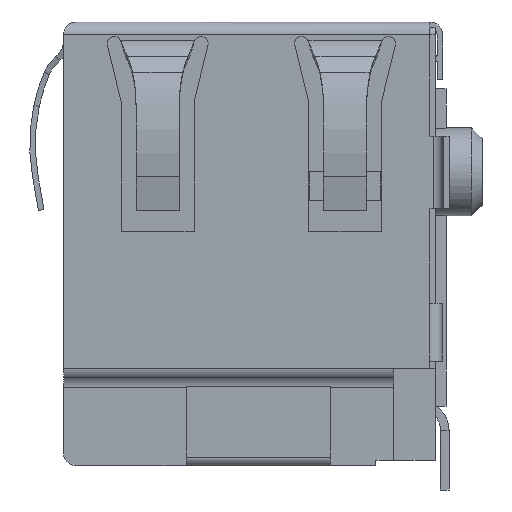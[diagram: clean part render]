
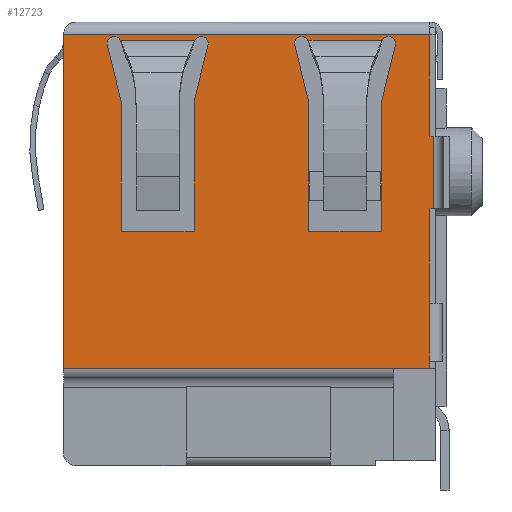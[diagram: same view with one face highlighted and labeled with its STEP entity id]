
A CAD part, left-side view. The second image highlights one B-rep face of the part: STEP entity #12723.
In plain terms, the highlighted planar face has unit normal (-1, 0, 0).
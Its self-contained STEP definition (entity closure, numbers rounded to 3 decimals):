
#76=DIRECTION('',(0.,0.,1.));
#77=VECTOR('',#76,11.74);
#78=CARTESIAN_POINT('',(-8.13,6.735,-12.19));
#79=LINE('',#78,#77);
#2689=CARTESIAN_POINT('',(-8.13,-1.874,-0.64));
#2726=CARTESIAN_POINT('',(-8.13,-4.486,-0.64));
#2763=CARTESIAN_POINT('',(-8.13,-1.655,-0.76));
#2764=DIRECTION('',(-1.,0.,0.));
#2765=DIRECTION('',(0.,-0.877,0.48));
#2766=AXIS2_PLACEMENT_3D('',#2763,#2764,#2765);
#2768=DIRECTION('',(0.,-0.237,-0.972));
#2769=VECTOR('',#2768,2.039);
#2770=CARTESIAN_POINT('',(-8.13,-1.412,-0.819));
#2771=LINE('',#2770,#2769);
#2772=DIRECTION('',(0.,0.,-1.));
#2773=VECTOR('',#2772,4.57);
#2774=CARTESIAN_POINT('',(-8.13,-1.895,-2.8));
#2775=LINE('',#2774,#2773);
#2776=DIRECTION('',(0.,-1.,0.));
#2777=VECTOR('',#2776,2.57);
#2778=CARTESIAN_POINT('',(-8.13,-1.895,-7.37));
#2779=LINE('',#2778,#2777);
#2780=DIRECTION('',(0.,0.,1.));
#2781=VECTOR('',#2780,4.57);
#2782=CARTESIAN_POINT('',(-8.13,-4.465,-7.37));
#2783=LINE('',#2782,#2781);
#2784=DIRECTION('',(0.,-0.237,0.972));
#2785=VECTOR('',#2784,2.039);
#2786=CARTESIAN_POINT('',(-8.13,-4.465,-2.8));
#2787=LINE('',#2786,#2785);
#2788=CARTESIAN_POINT('',(-8.13,-4.705,-0.76));
#2789=DIRECTION('',(-1.,0.,0.));
#2790=DIRECTION('',(0.,-0.972,-0.237));
#2791=AXIS2_PLACEMENT_3D('',#2788,#2789,#2790);
#2793=DIRECTION('',(0.,1.,0.));
#2794=VECTOR('',#2793,2.611);
#2795=CARTESIAN_POINT('',(-8.13,-4.486,-0.64));
#2796=LINE('',#2795,#2794);
#2797=CARTESIAN_POINT('',(-8.13,4.945,-0.76));
#2798=DIRECTION('',(-1.,0.,0.));
#2799=DIRECTION('',(0.,-0.877,0.48));
#2800=AXIS2_PLACEMENT_3D('',#2797,#2798,#2799);
#2802=DIRECTION('',(0.,-0.237,-0.972));
#2803=VECTOR('',#2802,2.039);
#2804=CARTESIAN_POINT('',(-8.13,5.188,-0.819));
#2805=LINE('',#2804,#2803);
#2806=DIRECTION('',(0.,0.,-1.));
#2807=VECTOR('',#2806,4.57);
#2808=CARTESIAN_POINT('',(-8.13,4.705,-2.8));
#2809=LINE('',#2808,#2807);
#2810=DIRECTION('',(0.,-1.,0.));
#2811=VECTOR('',#2810,2.57);
#2812=CARTESIAN_POINT('',(-8.13,4.705,-7.37));
#2813=LINE('',#2812,#2811);
#2814=DIRECTION('',(0.,0.,1.));
#2815=VECTOR('',#2814,4.57);
#2816=CARTESIAN_POINT('',(-8.13,2.135,-7.37));
#2817=LINE('',#2816,#2815);
#2818=DIRECTION('',(0.,-0.237,0.972));
#2819=VECTOR('',#2818,2.039);
#2820=CARTESIAN_POINT('',(-8.13,2.135,-2.8));
#2821=LINE('',#2820,#2819);
#2822=CARTESIAN_POINT('',(-8.13,1.895,-0.76));
#2823=DIRECTION('',(-1.,0.,0.));
#2824=DIRECTION('',(0.,-0.972,-0.237));
#2825=AXIS2_PLACEMENT_3D('',#2822,#2823,#2824);
#2827=DIRECTION('',(0.,1.,0.));
#2828=VECTOR('',#2827,2.611);
#2829=CARTESIAN_POINT('',(-8.13,2.114,-0.64));
#2830=LINE('',#2829,#2828);
#2831=DIRECTION('',(0.,0.,1.));
#2832=VECTOR('',#2831,0.25);
#2833=CARTESIAN_POINT('',(-8.13,-6.165,-12.19));
#2834=LINE('',#2833,#2832);
#2835=DIRECTION('',(0.,1.,0.));
#2836=VECTOR('',#2835,1.27);
#2837=CARTESIAN_POINT('',(-8.13,-6.165,-12.19));
#2838=LINE('',#2837,#2836);
#2839=DIRECTION('',(0.,-1.,0.));
#2840=VECTOR('',#2839,11.63);
#2841=CARTESIAN_POINT('',(-8.13,6.735,-12.19));
#2842=LINE('',#2841,#2840);
#2843=DIRECTION('',(0.,0.,1.));
#2844=VECTOR('',#2843,3.575);
#2845=CARTESIAN_POINT('',(-8.13,-6.165,-4.025));
#2846=LINE('',#2845,#2844);
#2847=DIRECTION('',(0.,0.,1.));
#2848=VECTOR('',#2847,3.345);
#2849=CARTESIAN_POINT('',(-8.13,-6.165,-9.91));
#2850=LINE('',#2849,#2848);
#2851=DIRECTION('',(0.,0.,1.));
#2852=VECTOR('',#2851,2.03);
#2853=CARTESIAN_POINT('',(-8.13,-6.165,-11.94));
#2854=LINE('',#2853,#2852);
#3220=CARTESIAN_POINT('',(-8.13,4.726,-0.64));
#3257=CARTESIAN_POINT('',(-8.13,2.114,-0.64));
#4333=DIRECTION('',(0.,-1.,0.));
#4334=VECTOR('',#4333,12.9);
#4335=CARTESIAN_POINT('',(-8.13,6.735,-0.45));
#4336=LINE('',#4335,#4334);
#4453=DIRECTION('',(0.,-1.,0.));
#4454=VECTOR('',#4453,0.13);
#4455=CARTESIAN_POINT('',(-8.13,-6.165,-4.025));
#4456=LINE('',#4455,#4454);
#4495=DIRECTION('',(0.,-1.,0.));
#4496=VECTOR('',#4495,0.13);
#4497=CARTESIAN_POINT('',(-8.13,-6.165,-6.565));
#4498=LINE('',#4497,#4496);
#4557=DIRECTION('',(0.,0.,1.));
#4558=VECTOR('',#4557,2.54);
#4559=CARTESIAN_POINT('',(-8.13,-6.295,-6.565));
#4560=LINE('',#4559,#4558);
#8202=CARTESIAN_POINT('',(-8.13,6.735,-12.19));
#8203=VERTEX_POINT('',#8202);
#8310=CARTESIAN_POINT('',(-8.13,-4.465,-7.37));
#8311=VERTEX_POINT('',#8310);
#8312=CARTESIAN_POINT('',(-8.13,-4.465,-2.8));
#8313=VERTEX_POINT('',#8312);
#8314=CARTESIAN_POINT('',(-8.13,-4.948,-0.819));
#8315=VERTEX_POINT('',#8314);
#8316=CARTESIAN_POINT('',(-8.13,-1.412,-0.819));
#8317=VERTEX_POINT('',#8316);
#8318=CARTESIAN_POINT('',(-8.13,-1.895,-2.8));
#8319=VERTEX_POINT('',#8318);
#8320=CARTESIAN_POINT('',(-8.13,-1.895,-7.37));
#8321=VERTEX_POINT('',#8320);
#8489=VERTEX_POINT('',#2689);
#8492=VERTEX_POINT('',#2726);
#8530=VERTEX_POINT('',#3220);
#8533=VERTEX_POINT('',#3257);
#8629=CARTESIAN_POINT('',(-8.13,-4.895,-12.19));
#8631=VERTEX_POINT('',#8629);
#8724=CARTESIAN_POINT('',(-8.13,-6.295,-6.565));
#8725=VERTEX_POINT('',#8724);
#8726=CARTESIAN_POINT('',(-8.13,-6.295,-4.025));
#8727=VERTEX_POINT('',#8726);
#8734=CARTESIAN_POINT('',(-8.13,-6.165,-6.565));
#8735=VERTEX_POINT('',#8734);
#8742=CARTESIAN_POINT('',(-8.13,-6.165,-4.025));
#8743=VERTEX_POINT('',#8742);
#9018=CARTESIAN_POINT('',(-8.13,-6.165,-9.91));
#9019=VERTEX_POINT('',#9018);
#9032=CARTESIAN_POINT('',(-8.13,-6.165,-11.94));
#9033=VERTEX_POINT('',#9032);
#9726=CARTESIAN_POINT('',(-8.13,6.735,-0.45));
#9728=VERTEX_POINT('',#9726);
#9762=CARTESIAN_POINT('',(-8.13,2.135,-7.37));
#9763=VERTEX_POINT('',#9762);
#9764=CARTESIAN_POINT('',(-8.13,2.135,-2.8));
#9765=VERTEX_POINT('',#9764);
#9766=CARTESIAN_POINT('',(-8.13,1.652,-0.819));
#9767=VERTEX_POINT('',#9766);
#9768=CARTESIAN_POINT('',(-8.13,5.188,-0.819));
#9769=VERTEX_POINT('',#9768);
#9770=CARTESIAN_POINT('',(-8.13,4.705,-2.8));
#9771=VERTEX_POINT('',#9770);
#9772=CARTESIAN_POINT('',(-8.13,4.705,-7.37));
#9773=VERTEX_POINT('',#9772);
#9788=CARTESIAN_POINT('',(-8.13,-6.165,-0.45));
#9789=VERTEX_POINT('',#9788);
#9812=CARTESIAN_POINT('',(-8.13,-6.165,-12.19));
#9813=VERTEX_POINT('',#9812);
#12663=CARTESIAN_POINT('',(-8.13,6.735,-12.19));
#12664=DIRECTION('',(-1.,0.,0.));
#12665=DIRECTION('',(0.,0.,1.));
#12666=AXIS2_PLACEMENT_3D('',#12663,#12664,#12665);
#12667=PLANE('',#12666);
#12668=ORIENTED_EDGE('',*,*,#11172,.F.);
#12670=ORIENTED_EDGE('',*,*,#12669,.T.);
#12672=ORIENTED_EDGE('',*,*,#12671,.F.);
#12673=ORIENTED_EDGE('',*,*,#10029,.T.);
#12675=ORIENTED_EDGE('',*,*,#12674,.T.);
#12676=ORIENTED_EDGE('',*,*,#11188,.F.);
#12678=ORIENTED_EDGE('',*,*,#12677,.T.);
#12680=ORIENTED_EDGE('',*,*,#12679,.F.);
#12682=ORIENTED_EDGE('',*,*,#12681,.F.);
#12683=ORIENTED_EDGE('',*,*,#11180,.F.);
#12685=ORIENTED_EDGE('',*,*,#12684,.F.);
#12686=EDGE_LOOP('',(#12668,#12670,#12672,#12673,#12675,#12676,#12678,#12680,
#12682,#12683,#12685));
#12687=FACE_OUTER_BOUND('',#12686,.F.);
#12689=ORIENTED_EDGE('',*,*,#12688,.T.);
#12691=ORIENTED_EDGE('',*,*,#12690,.T.);
#12693=ORIENTED_EDGE('',*,*,#12692,.T.);
#12695=ORIENTED_EDGE('',*,*,#12694,.T.);
#12697=ORIENTED_EDGE('',*,*,#12696,.T.);
#12699=ORIENTED_EDGE('',*,*,#12698,.T.);
#12701=ORIENTED_EDGE('',*,*,#12700,.T.);
#12702=ORIENTED_EDGE('',*,*,#12654,.T.);
#12703=EDGE_LOOP('',(#12689,#12691,#12693,#12695,#12697,#12699,#12701,#12702));
#12704=FACE_BOUND('',#12703,.F.);
#12706=ORIENTED_EDGE('',*,*,#12705,.T.);
#12708=ORIENTED_EDGE('',*,*,#12707,.T.);
#12710=ORIENTED_EDGE('',*,*,#12709,.T.);
#12712=ORIENTED_EDGE('',*,*,#12711,.T.);
#12714=ORIENTED_EDGE('',*,*,#12713,.T.);
#12716=ORIENTED_EDGE('',*,*,#12715,.T.);
#12718=ORIENTED_EDGE('',*,*,#12717,.T.);
#12720=ORIENTED_EDGE('',*,*,#12719,.T.);
#12721=EDGE_LOOP('',(#12706,#12708,#12710,#12712,#12714,#12716,#12718,#12720));
#12722=FACE_BOUND('',#12721,.F.);
#12723=ADVANCED_FACE('',(#12687,#12704,#12722),#12667,.T.);
#2767=CIRCLE('',#2766,0.25);
#2792=CIRCLE('',#2791,0.25);
#2801=CIRCLE('',#2800,0.25);
#2826=CIRCLE('',#2825,0.25);
#10029=EDGE_CURVE('',#8203,#9728,#79,.T.);
#11172=EDGE_CURVE('',#9813,#9033,#2834,.T.);
#11180=EDGE_CURVE('',#9019,#8735,#2850,.T.);
#11188=EDGE_CURVE('',#8743,#9789,#2846,.T.);
#12654=EDGE_CURVE('',#8492,#8489,#2796,.T.);
#12669=EDGE_CURVE('',#9813,#8631,#2838,.T.);
#12671=EDGE_CURVE('',#8203,#8631,#2842,.T.);
#12674=EDGE_CURVE('',#9728,#9789,#4336,.T.);
#12677=EDGE_CURVE('',#8743,#8727,#4456,.T.);
#12679=EDGE_CURVE('',#8725,#8727,#4560,.T.);
#12681=EDGE_CURVE('',#8735,#8725,#4498,.T.);
#12684=EDGE_CURVE('',#9033,#9019,#2854,.T.);
#12688=EDGE_CURVE('',#8489,#8317,#2767,.T.);
#12690=EDGE_CURVE('',#8317,#8319,#2771,.T.);
#12692=EDGE_CURVE('',#8319,#8321,#2775,.T.);
#12694=EDGE_CURVE('',#8321,#8311,#2779,.T.);
#12696=EDGE_CURVE('',#8311,#8313,#2783,.T.);
#12698=EDGE_CURVE('',#8313,#8315,#2787,.T.);
#12700=EDGE_CURVE('',#8315,#8492,#2792,.T.);
#12705=EDGE_CURVE('',#8530,#9769,#2801,.T.);
#12707=EDGE_CURVE('',#9769,#9771,#2805,.T.);
#12709=EDGE_CURVE('',#9771,#9773,#2809,.T.);
#12711=EDGE_CURVE('',#9773,#9763,#2813,.T.);
#12713=EDGE_CURVE('',#9763,#9765,#2817,.T.);
#12715=EDGE_CURVE('',#9765,#9767,#2821,.T.);
#12717=EDGE_CURVE('',#9767,#8533,#2826,.T.);
#12719=EDGE_CURVE('',#8533,#8530,#2830,.T.);
